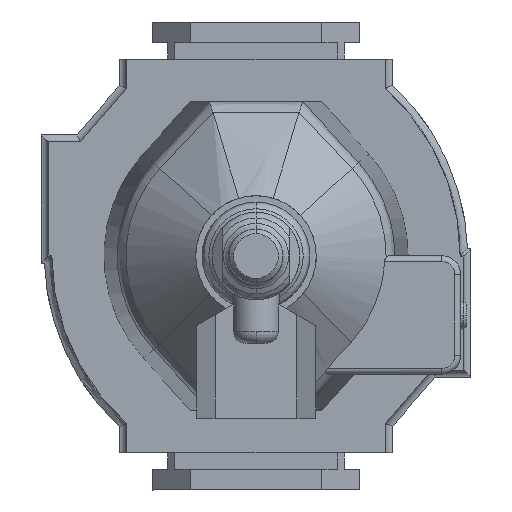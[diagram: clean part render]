
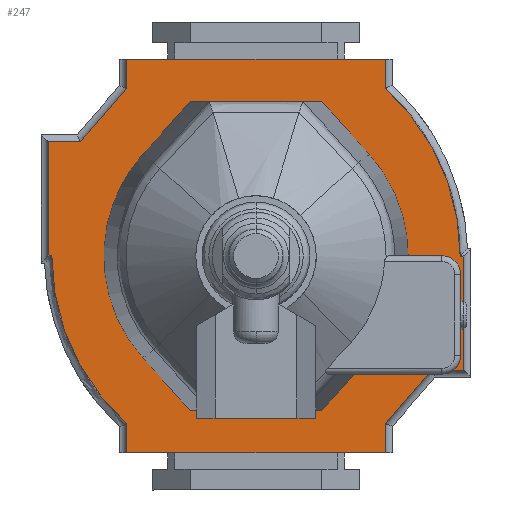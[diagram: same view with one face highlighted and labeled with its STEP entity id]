
A CAD part, front view. The second image highlights one B-rep face of the part: STEP entity #247.
In plain terms, the highlighted face is planar.
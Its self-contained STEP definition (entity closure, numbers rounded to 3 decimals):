
#117 = CARTESIAN_POINT ( 'NONE',  ( 0., 0., -34.9 ) ) ;
#177 = DIRECTION ( 'NONE',  ( 1., 0., 0. ) ) ;
#180 = CARTESIAN_POINT ( 'NONE',  ( 28.622, 0., 22.1 ) ) ;
#191 = LINE ( 'NONE', #1288, #331 ) ;
#211 = CARTESIAN_POINT ( 'NONE',  ( 33.65, 0., -22.1 ) ) ;
#247 = ADVANCED_FACE ( 'NONE', ( #367 ), #432, .T. ) ;
#331 = VECTOR ( 'NONE', #4760, 1000. ) ;
#367 = FACE_OUTER_BOUND ( 'NONE', #9271, .T. ) ;
#407 = DIRECTION ( 'NONE',  ( 0., 0., -1. ) ) ;
#432 = PLANE ( 'NONE',  #9199 ) ;
#495 = CARTESIAN_POINT ( 'NONE',  ( 0., 0., 0. ) ) ;
#519 = VECTOR ( 'NONE', #4984, 1000. ) ;
#542 = CARTESIAN_POINT ( 'NONE',  ( 0., 0., 3.5 ) ) ;
#783 = CARTESIAN_POINT ( 'NONE',  ( 33.65, 0., -22.1 ) ) ;
#789 = CARTESIAN_POINT ( 'NONE',  ( -33.65, 0., 22.1 ) ) ;
#921 = ORIENTED_EDGE ( 'NONE', *, *, #2821, .F. ) ;
#1184 = AXIS2_PLACEMENT_3D ( 'NONE', #3103, #8657, #407 ) ;
#1209 = LINE ( 'NONE', #2816, #6586 ) ;
#1210 = CARTESIAN_POINT ( 'NONE',  ( -33.65, 0., -22.1 ) ) ;
#1260 = VECTOR ( 'NONE', #10985, 1000. ) ;
#1273 = CARTESIAN_POINT ( 'NONE',  ( 33.65, 0., 22.1 ) ) ;
#1288 = CARTESIAN_POINT ( 'NONE',  ( -28.65, 0., 22.1 ) ) ;
#1409 = ORIENTED_EDGE ( 'NONE', *, *, #5355, .F. ) ;
#1903 = VECTOR ( 'NONE', #11558, 1000. ) ;
#1990 = ORIENTED_EDGE ( 'NONE', *, *, #9173, .F. ) ;
#2047 = VECTOR ( 'NONE', #4400, 1000. ) ;
#2221 = EDGE_CURVE ( 'NONE', #9950, #11443, #5466, .T. ) ;
#2248 = ORIENTED_EDGE ( 'NONE', *, *, #10988, .F. ) ;
#2460 = CIRCLE ( 'NONE', #4002, 38.4 ) ;
#2816 = CARTESIAN_POINT ( 'NONE',  ( 0., 0., -34.9 ) ) ;
#2821 = EDGE_CURVE ( 'NONE', #10251, #10327, #1209, .T. ) ;
#2931 = CARTESIAN_POINT ( 'NONE',  ( 0., 0., 34.9 ) ) ;
#2952 = EDGE_CURVE ( 'NONE', #3809, #10215, #3236, .T. ) ;
#3060 = ORIENTED_EDGE ( 'NONE', *, *, #9068, .F. ) ;
#3102 = EDGE_CURVE ( 'NONE', #10215, #9057, #3285, .T. ) ;
#3103 = CARTESIAN_POINT ( 'NONE',  ( 0., 0., -3.5 ) ) ;
#3235 = LINE ( 'NONE', #789, #1903 ) ;
#3236 = LINE ( 'NONE', #6940, #8681 ) ;
#3259 = VECTOR ( 'NONE', #4844, 1000. ) ;
#3285 = CIRCLE ( 'NONE', #1184, 38.4 ) ;
#3295 = DIRECTION ( 'NONE',  ( 0., -1., 0. ) ) ;
#3357 = DIRECTION ( 'NONE',  ( 0., 0., 1. ) ) ;
#3472 = ORIENTED_EDGE ( 'NONE', *, *, #2952, .F. ) ;
#3562 = VERTEX_POINT ( 'NONE', #8519 ) ;
#3616 = CARTESIAN_POINT ( 'NONE',  ( 0., 0., 35.5 ) ) ;
#3674 = EDGE_CURVE ( 'NONE', #11443, #8096, #3782, .T. ) ;
#3771 = DIRECTION ( 'NONE',  ( 0.757, 0., 0.654 ) ) ;
#3781 = LINE ( 'NONE', #2931, #5282 ) ;
#3782 = LINE ( 'NONE', #4932, #5436 ) ;
#3809 = VERTEX_POINT ( 'NONE', #1273 ) ;
#3890 = LINE ( 'NONE', #11492, #519 ) ;
#3911 = CARTESIAN_POINT ( 'NONE',  ( -28.65, 0., 22.1 ) ) ;
#4002 = AXIS2_PLACEMENT_3D ( 'NONE', #542, #3295, #3357 ) ;
#4265 = DIRECTION ( 'NONE',  ( -1., 0., 0. ) ) ;
#4400 = DIRECTION ( 'NONE',  ( 0., 0., -1. ) ) ;
#4624 = LINE ( 'NONE', #8304, #7447 ) ;
#4760 = DIRECTION ( 'NONE',  ( -1., 0., 0. ) ) ;
#4844 = DIRECTION ( 'NONE',  ( 0., 0., 1. ) ) ;
#4879 = DIRECTION ( 'NONE',  ( 0., 1., 0. ) ) ;
#4932 = CARTESIAN_POINT ( 'NONE',  ( 28.65, 0., -22.1 ) ) ;
#4966 = LINE ( 'NONE', #211, #3259 ) ;
#4984 = DIRECTION ( 'NONE',  ( 1., 0., 0. ) ) ;
#5017 = ORIENTED_EDGE ( 'NONE', *, *, #7117, .F. ) ;
#5127 = ORIENTED_EDGE ( 'NONE', *, *, #2221, .F. ) ;
#5282 = VECTOR ( 'NONE', #9274, 1000. ) ;
#5341 = EDGE_CURVE ( 'NONE', #6773, #6223, #8428, .T. ) ;
#5355 = EDGE_CURVE ( 'NONE', #9057, #6795, #3781, .T. ) ;
#5436 = VECTOR ( 'NONE', #177, 1000. ) ;
#5466 = LINE ( 'NONE', #11244, #8300 ) ;
#5653 = DIRECTION ( 'NONE',  ( -0.757, 0., -0.654 ) ) ;
#5915 = ORIENTED_EDGE ( 'NONE', *, *, #11864, .F. ) ;
#6223 = VERTEX_POINT ( 'NONE', #10070 ) ;
#6329 = ORIENTED_EDGE ( 'NONE', *, *, #5341, .F. ) ;
#6360 = CARTESIAN_POINT ( 'NONE',  ( 19.5, 0., -30. ) ) ;
#6408 = CARTESIAN_POINT ( 'NONE',  ( 0., 0., 35.5 ) ) ;
#6450 = CARTESIAN_POINT ( 'NONE',  ( 0., 0., -35.5 ) ) ;
#6462 = CARTESIAN_POINT ( 'NONE',  ( 28.65, 0., -22.1 ) ) ;
#6520 = DIRECTION ( 'NONE',  ( 1., 0., 0. ) ) ;
#6586 = VECTOR ( 'NONE', #11261, 1000. ) ;
#6732 = EDGE_CURVE ( 'NONE', #11079, #9946, #8027, .T. ) ;
#6773 = VERTEX_POINT ( 'NONE', #7266 ) ;
#6795 = VERTEX_POINT ( 'NONE', #6408 ) ;
#6919 = VERTEX_POINT ( 'NONE', #3911 ) ;
#6940 = CARTESIAN_POINT ( 'NONE',  ( 33.65, 0., 22.1 ) ) ;
#7048 = EDGE_CURVE ( 'NONE', #9946, #6919, #4624, .T. ) ;
#7089 = CARTESIAN_POINT ( 'NONE',  ( -19.5, 0., 35.5 ) ) ;
#7117 = EDGE_CURVE ( 'NONE', #10327, #8514, #3890, .T. ) ;
#7218 = DIRECTION ( 'NONE',  ( 0., 0., 1. ) ) ;
#7266 = CARTESIAN_POINT ( 'NONE',  ( -33.65, 0., -22.1 ) ) ;
#7323 = LINE ( 'NONE', #3616, #1260 ) ;
#7403 = ORIENTED_EDGE ( 'NONE', *, *, #3674, .F. ) ;
#7412 = VECTOR ( 'NONE', #6520, 1000. ) ;
#7447 = VECTOR ( 'NONE', #5653, 1000. ) ;
#7565 = EDGE_CURVE ( 'NONE', #8514, #9950, #11048, .T. ) ;
#7592 = ORIENTED_EDGE ( 'NONE', *, *, #11094, .F. ) ;
#8027 = LINE ( 'NONE', #7089, #2047 ) ;
#8096 = VERTEX_POINT ( 'NONE', #783 ) ;
#8151 = CARTESIAN_POINT ( 'NONE',  ( -19.5, 0., 30. ) ) ;
#8159 = CARTESIAN_POINT ( 'NONE',  ( 19.5, 0., -35.5 ) ) ;
#8300 = VECTOR ( 'NONE', #3771, 1000. ) ;
#8304 = CARTESIAN_POINT ( 'NONE',  ( -19.5, 0., 30. ) ) ;
#8428 = LINE ( 'NONE', #1210, #7412 ) ;
#8514 = VERTEX_POINT ( 'NONE', #8159 ) ;
#8519 = CARTESIAN_POINT ( 'NONE',  ( -33.65, 0., 22.1 ) ) ;
#8657 = DIRECTION ( 'NONE',  ( 0., -1., 0. ) ) ;
#8681 = VECTOR ( 'NONE', #4265, 1000. ) ;
#8798 = DIRECTION ( 'NONE',  ( 0., 0., 1. ) ) ;
#8928 = ORIENTED_EDGE ( 'NONE', *, *, #3102, .F. ) ;
#9010 = CARTESIAN_POINT ( 'NONE',  ( 19.5, 0., -35.5 ) ) ;
#9035 = CARTESIAN_POINT ( 'NONE',  ( -19.5, 0., 35.5 ) ) ;
#9057 = VERTEX_POINT ( 'NONE', #11772 ) ;
#9068 = EDGE_CURVE ( 'NONE', #6795, #11079, #7323, .T. ) ;
#9173 = EDGE_CURVE ( 'NONE', #6919, #3562, #191, .T. ) ;
#9199 = AXIS2_PLACEMENT_3D ( 'NONE', #495, #4879, #8798 ) ;
#9271 = EDGE_LOOP ( 'NONE', ( #921, #2248, #6329, #7592, #1990, #11305, #11849, #3060, #1409, #8928, #3472, #5915, #7403, #5127, #9318, #5017 ) ) ;
#9274 = DIRECTION ( 'NONE',  ( 0., 0., 1. ) ) ;
#9318 = ORIENTED_EDGE ( 'NONE', *, *, #7565, .F. ) ;
#9946 = VERTEX_POINT ( 'NONE', #8151 ) ;
#9950 = VERTEX_POINT ( 'NONE', #6360 ) ;
#10070 = CARTESIAN_POINT ( 'NONE',  ( -28.622, 0., -22.1 ) ) ;
#10215 = VERTEX_POINT ( 'NONE', #180 ) ;
#10251 = VERTEX_POINT ( 'NONE', #117 ) ;
#10327 = VERTEX_POINT ( 'NONE', #6450 ) ;
#10985 = DIRECTION ( 'NONE',  ( -1., 0., 0. ) ) ;
#10988 = EDGE_CURVE ( 'NONE', #6223, #10251, #2460, .T. ) ;
#11048 = LINE ( 'NONE', #9010, #11263 ) ;
#11079 = VERTEX_POINT ( 'NONE', #9035 ) ;
#11094 = EDGE_CURVE ( 'NONE', #3562, #6773, #3235, .T. ) ;
#11244 = CARTESIAN_POINT ( 'NONE',  ( 19.5, 0., -30. ) ) ;
#11261 = DIRECTION ( 'NONE',  ( 0., 0., -1. ) ) ;
#11263 = VECTOR ( 'NONE', #7218, 1000. ) ;
#11305 = ORIENTED_EDGE ( 'NONE', *, *, #7048, .F. ) ;
#11443 = VERTEX_POINT ( 'NONE', #6462 ) ;
#11492 = CARTESIAN_POINT ( 'NONE',  ( 0., 0., -35.5 ) ) ;
#11558 = DIRECTION ( 'NONE',  ( 0., 0., -1. ) ) ;
#11772 = CARTESIAN_POINT ( 'NONE',  ( 0., 0., 34.9 ) ) ;
#11849 = ORIENTED_EDGE ( 'NONE', *, *, #6732, .F. ) ;
#11864 = EDGE_CURVE ( 'NONE', #8096, #3809, #4966, .T. ) ;
